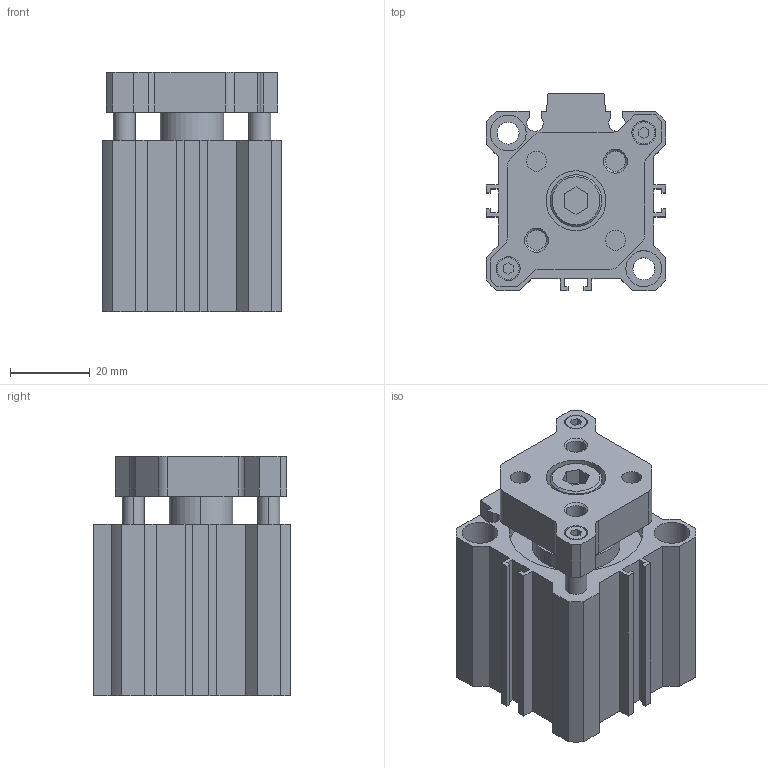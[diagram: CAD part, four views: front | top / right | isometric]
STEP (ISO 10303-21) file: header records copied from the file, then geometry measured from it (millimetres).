
FILE_DESCRIPTION(('STEP AP214'),'1');
FILE_NAME('CA.11.17.009.stp','2017-05-12T12:11:38',(' '),(' '),'Spatial InterOp 3D',' ',' ');
FILE_SCHEMA(('automotive_design'));
Length unit declared in the file: millimetre
Products named in the file (3): CDQMB32TF-10.step_CQM_ROD_32; CDQMB32TF-10.step_CQM_TUBE_32B
Assembly tree (2 placements, depth 2):
  (unnamed)
    CDQMB32TF-10.step_CQM_ROD_32
    CDQMB32TF-10.step_CQM_TUBE_32B
Bounding box: 45 x 49.5 x 60 mm (x, y, z)
Volume: 74947.1 mm3; surface area: 33197.9 mm2
Topology: 2 solids, 2 shells, 217 faces, 564 edges, 371 vertices
Faces by surface type: plane 123, cylinder 82, cone 12
Entity records: 8561 total; most frequent: CARTESIAN_POINT 1247, DIRECTION 1170, ORIENTED_EDGE 1124, EDGE_CURVE 562, AXIS2_PLACEMENT_3D 394, LINE 382, VECTOR 382, VERTEX_POINT 371
